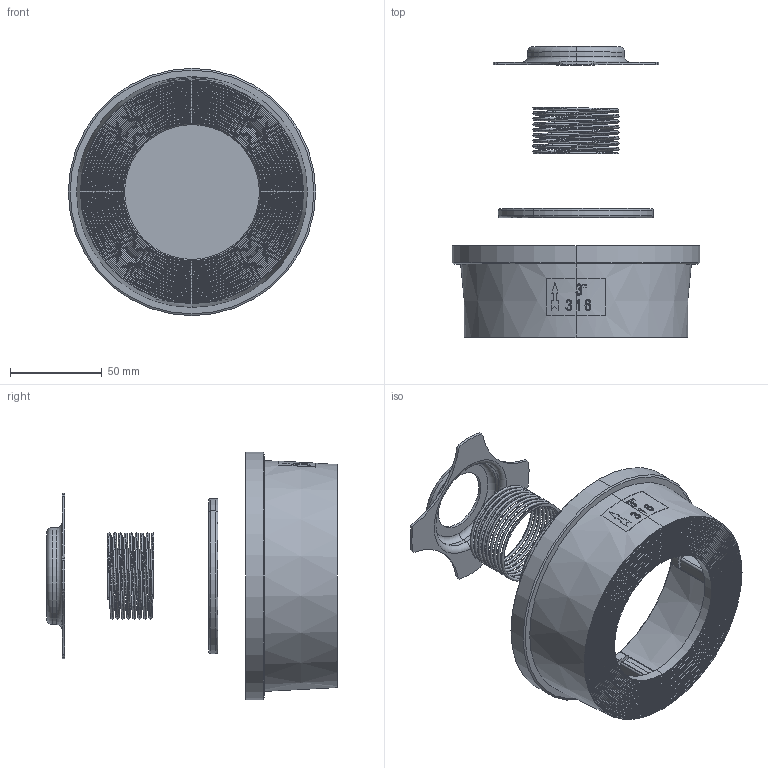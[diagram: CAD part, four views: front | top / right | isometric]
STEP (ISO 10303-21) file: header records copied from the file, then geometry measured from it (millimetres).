
FILE_DESCRIPTION (( 'STEP AP203' ), '1' );
FILE_NAME ('MV-53 DN80-001.STEP', '2022-08-22T08:31:31', ( '' ), ( '' ), 'SwSTEP 2.0', 'SolidWorks 2012', '' );
FILE_SCHEMA (( 'CONFIG_CONTROL_DESIGN' ));
Length unit declared in the file: millimetre
Products named in the file (5): MV-53  DN80-001; DN80 SPRING COVER; DN80  SPRING; DN80  BODY; DN80  DISC
Assembly tree (4 placements, depth 2):
  MV-53  DN80-001
    DN80  DISC
    DN80  BODY
    DN80  SPRING
    DN80 SPRING COVER
Bounding box: 135 x 158.75 x 135 mm (x, y, z)
Volume: 194064.2 mm3; surface area: 88112.6 mm2
Topology: 4 solids, 4 shells, 354 faces, 862 edges, 568 vertices
Faces by surface type: plane 132, torus 96, cylinder 55, bspline 52, cone 19
Entity records: 19642 total; most frequent: CARTESIAN_POINT 10921, DIRECTION 1732, ORIENTED_EDGE 1724, EDGE_CURVE 862, AXIS2_PLACEMENT_3D 754, VERTEX_POINT 568, CIRCLE 445, EDGE_LOOP 410
